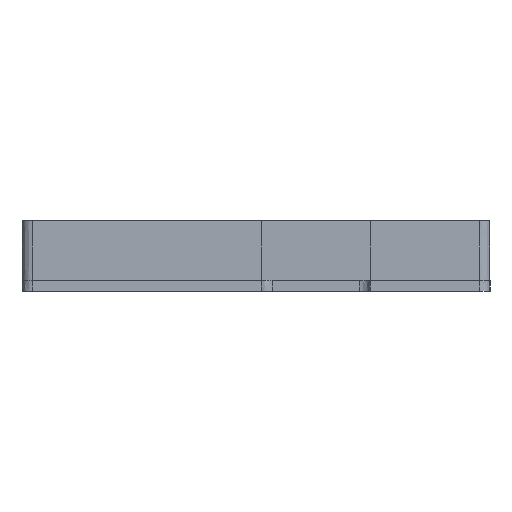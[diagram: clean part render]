
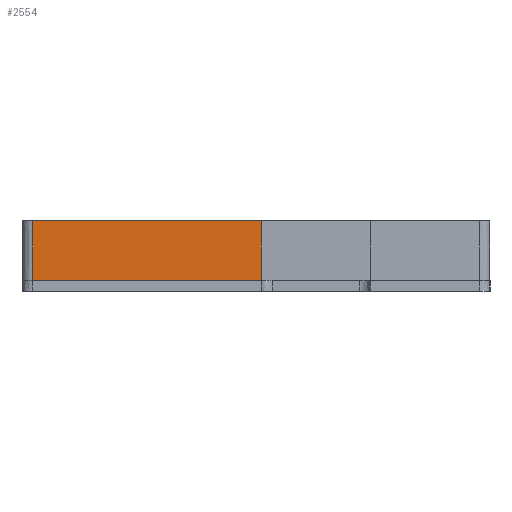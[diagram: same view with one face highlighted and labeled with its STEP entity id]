
A CAD part, left-side view. The second image highlights one B-rep face of the part: STEP entity #2554.
In plain terms, the highlighted face is a extrusion surface.
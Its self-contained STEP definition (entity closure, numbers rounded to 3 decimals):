
#74 = PLANE('',#75);
#75 = AXIS2_PLACEMENT_3D('',#76,#77,#78);
#76 = CARTESIAN_POINT('',(125.833,41.842,2.));
#77 = DIRECTION('',(0.,0.,-1.));
#78 = DIRECTION('',(-1.,0.,0.));
#1157 = VERTEX_POINT('',#1158);
#1158 = CARTESIAN_POINT('',(-0.999,41.002,2.));
#1170 = SURFACE_OF_LINEAR_EXTRUSION('',#1171,#1174);
#1171 = B_SPLINE_CURVE_WITH_KNOTS('',1,(#1172,#1173),.UNSPECIFIED.,.F.,
  .F.,(2,2),(0.,1.),.PIECEWISE_BEZIER_KNOTS.);
#1172 = CARTESIAN_POINT('',(3.999,41.002,2.));
#1173 = CARTESIAN_POINT('',(-0.999,41.002,2.));
#1174 = VECTOR('',#1175,1.);
#1175 = DIRECTION('',(0.,0.,-1.));
#1664 = VERTEX_POINT('',#1665);
#1665 = CARTESIAN_POINT('',(-0.999,83.,2.));
#1679 = SURFACE_OF_LINEAR_EXTRUSION('',#1680,#1684);
#1680 = ( BOUNDED_CURVE() B_SPLINE_CURVE(2,(#1681,#1682,#1683),
.UNSPECIFIED.,.F.,.F.) B_SPLINE_CURVE_WITH_KNOTS((3,3),(0.,1.),
.PIECEWISE_BEZIER_KNOTS.) CURVE() GEOMETRIC_REPRESENTATION_ITEM() 
RATIONAL_B_SPLINE_CURVE((1.,0.707,1.)) REPRESENTATION_ITEM('') 
  );
#1681 = CARTESIAN_POINT('',(-0.999,83.,2.));
#1682 = CARTESIAN_POINT('',(-0.999,84.999,2.));
#1683 = CARTESIAN_POINT('',(1.,84.999,2.));
#1684 = VECTOR('',#1685,1.);
#1685 = DIRECTION('',(0.,0.,-1.));
#1693 = EDGE_CURVE('',#1157,#1664,#1694,.T.);
#1694 = SURFACE_CURVE('',#1695,(#1698,#1704),.PCURVE_S1.);
#1695 = B_SPLINE_CURVE_WITH_KNOTS('',1,(#1696,#1697),.UNSPECIFIED.,.F.,
  .F.,(2,2),(0.,1.),.PIECEWISE_BEZIER_KNOTS.);
#1696 = CARTESIAN_POINT('',(-0.999,41.002,2.));
#1697 = CARTESIAN_POINT('',(-0.999,83.,2.));
#1698 = PCURVE('',#74,#1699);
#1699 = DEFINITIONAL_REPRESENTATION('',(#1700),#1703);
#1700 = B_SPLINE_CURVE_WITH_KNOTS('',1,(#1701,#1702),.UNSPECIFIED.,.F.,
  .F.,(2,2),(0.,1.),.PIECEWISE_BEZIER_KNOTS.);
#1701 = CARTESIAN_POINT('',(126.832,-0.84));
#1702 = CARTESIAN_POINT('',(126.832,41.158));
#1703 = ( GEOMETRIC_REPRESENTATION_CONTEXT(2) 
PARAMETRIC_REPRESENTATION_CONTEXT() REPRESENTATION_CONTEXT('2D SPACE',''
  ) );
#1704 = PCURVE('',#1705,#1711);
#1705 = SURFACE_OF_LINEAR_EXTRUSION('',#1706,#1709);
#1706 = B_SPLINE_CURVE_WITH_KNOTS('',1,(#1707,#1708),.UNSPECIFIED.,.F.,
  .F.,(2,2),(0.,1.),.PIECEWISE_BEZIER_KNOTS.);
#1707 = CARTESIAN_POINT('',(-0.999,41.002,2.));
#1708 = CARTESIAN_POINT('',(-0.999,83.,2.));
#1709 = VECTOR('',#1710,1.);
#1710 = DIRECTION('',(0.,0.,-1.));
#1711 = DEFINITIONAL_REPRESENTATION('',(#1712),#1716);
#1712 = LINE('',#1713,#1714);
#1713 = CARTESIAN_POINT('',(0.,0.));
#1714 = VECTOR('',#1715,1.);
#1715 = DIRECTION('',(1.,0.));
#1716 = ( GEOMETRIC_REPRESENTATION_CONTEXT(2) 
PARAMETRIC_REPRESENTATION_CONTEXT() REPRESENTATION_CONTEXT('2D SPACE',''
  ) );
#2015 = PLANE('',#2016);
#2016 = AXIS2_PLACEMENT_3D('',#2017,#2018,#2019);
#2017 = CARTESIAN_POINT('',(130.404,42.254,13.));
#2018 = DIRECTION('',(0.,0.,-1.));
#2019 = DIRECTION('',(-1.,0.,0.));
#2513 = VERTEX_POINT('',#2514);
#2514 = CARTESIAN_POINT('',(-0.999,41.002,13.));
#2533 = EDGE_CURVE('',#1157,#2513,#2534,.T.);
#2534 = SURFACE_CURVE('',#2535,(#2539,#2546),.PCURVE_S1.);
#2535 = LINE('',#2536,#2537);
#2536 = CARTESIAN_POINT('',(-0.999,41.002,2.));
#2537 = VECTOR('',#2538,1.);
#2538 = DIRECTION('',(0.,0.,1.));
#2539 = PCURVE('',#1170,#2540);
#2540 = DEFINITIONAL_REPRESENTATION('',(#2541),#2545);
#2541 = LINE('',#2542,#2543);
#2542 = CARTESIAN_POINT('',(1.,0.));
#2543 = VECTOR('',#2544,1.);
#2544 = DIRECTION('',(0.,-1.));
#2545 = ( GEOMETRIC_REPRESENTATION_CONTEXT(2) 
PARAMETRIC_REPRESENTATION_CONTEXT() REPRESENTATION_CONTEXT('2D SPACE',''
  ) );
#2546 = PCURVE('',#1705,#2547);
#2547 = DEFINITIONAL_REPRESENTATION('',(#2548),#2552);
#2548 = LINE('',#2549,#2550);
#2549 = CARTESIAN_POINT('',(0.,0.));
#2550 = VECTOR('',#2551,1.);
#2551 = DIRECTION('',(0.,-1.));
#2552 = ( GEOMETRIC_REPRESENTATION_CONTEXT(2) 
PARAMETRIC_REPRESENTATION_CONTEXT() REPRESENTATION_CONTEXT('2D SPACE',''
  ) );
#2554 = ADVANCED_FACE('',(#2555),#1705,.T.);
#2555 = FACE_BOUND('',#2556,.T.);
#2556 = EDGE_LOOP('',(#2557,#2558,#2579,#2600));
#2557 = ORIENTED_EDGE('',*,*,#2533,.T.);
#2558 = ORIENTED_EDGE('',*,*,#2559,.T.);
#2559 = EDGE_CURVE('',#2513,#2560,#2562,.T.);
#2560 = VERTEX_POINT('',#2561);
#2561 = CARTESIAN_POINT('',(-0.999,83.,13.));
#2562 = SURFACE_CURVE('',#2563,(#2566,#2573),.PCURVE_S1.);
#2563 = B_SPLINE_CURVE_WITH_KNOTS('',1,(#2564,#2565),.UNSPECIFIED.,.F.,
  .F.,(2,2),(0.,1.),.PIECEWISE_BEZIER_KNOTS.);
#2564 = CARTESIAN_POINT('',(-0.999,41.002,13.));
#2565 = CARTESIAN_POINT('',(-0.999,83.,13.));
#2566 = PCURVE('',#1705,#2567);
#2567 = DEFINITIONAL_REPRESENTATION('',(#2568),#2572);
#2568 = LINE('',#2569,#2570);
#2569 = CARTESIAN_POINT('',(0.,-11.));
#2570 = VECTOR('',#2571,1.);
#2571 = DIRECTION('',(1.,0.));
#2572 = ( GEOMETRIC_REPRESENTATION_CONTEXT(2) 
PARAMETRIC_REPRESENTATION_CONTEXT() REPRESENTATION_CONTEXT('2D SPACE',''
  ) );
#2573 = PCURVE('',#2015,#2574);
#2574 = DEFINITIONAL_REPRESENTATION('',(#2575),#2578);
#2575 = B_SPLINE_CURVE_WITH_KNOTS('',1,(#2576,#2577),.UNSPECIFIED.,.F.,
  .F.,(2,2),(0.,1.),.PIECEWISE_BEZIER_KNOTS.);
#2576 = CARTESIAN_POINT('',(131.403,-1.252));
#2577 = CARTESIAN_POINT('',(131.403,40.746));
#2578 = ( GEOMETRIC_REPRESENTATION_CONTEXT(2) 
PARAMETRIC_REPRESENTATION_CONTEXT() REPRESENTATION_CONTEXT('2D SPACE',''
  ) );
#2579 = ORIENTED_EDGE('',*,*,#2580,.F.);
#2580 = EDGE_CURVE('',#1664,#2560,#2581,.T.);
#2581 = SURFACE_CURVE('',#2582,(#2586,#2593),.PCURVE_S1.);
#2582 = LINE('',#2583,#2584);
#2583 = CARTESIAN_POINT('',(-0.999,83.,2.));
#2584 = VECTOR('',#2585,1.);
#2585 = DIRECTION('',(0.,0.,1.));
#2586 = PCURVE('',#1705,#2587);
#2587 = DEFINITIONAL_REPRESENTATION('',(#2588),#2592);
#2588 = LINE('',#2589,#2590);
#2589 = CARTESIAN_POINT('',(1.,0.));
#2590 = VECTOR('',#2591,1.);
#2591 = DIRECTION('',(0.,-1.));
#2592 = ( GEOMETRIC_REPRESENTATION_CONTEXT(2) 
PARAMETRIC_REPRESENTATION_CONTEXT() REPRESENTATION_CONTEXT('2D SPACE',''
  ) );
#2593 = PCURVE('',#1679,#2594);
#2594 = DEFINITIONAL_REPRESENTATION('',(#2595),#2599);
#2595 = LINE('',#2596,#2597);
#2596 = CARTESIAN_POINT('',(0.,0.));
#2597 = VECTOR('',#2598,1.);
#2598 = DIRECTION('',(0.,-1.));
#2599 = ( GEOMETRIC_REPRESENTATION_CONTEXT(2) 
PARAMETRIC_REPRESENTATION_CONTEXT() REPRESENTATION_CONTEXT('2D SPACE',''
  ) );
#2600 = ORIENTED_EDGE('',*,*,#1693,.F.);
